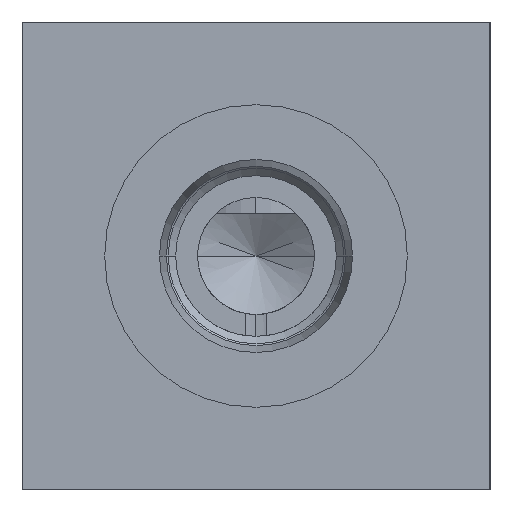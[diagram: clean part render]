
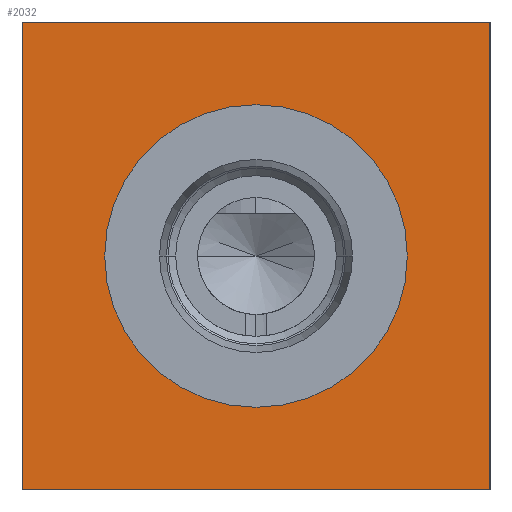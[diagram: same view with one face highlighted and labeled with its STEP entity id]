
A CAD part, left-side view. The second image highlights one B-rep face of the part: STEP entity #2032.
In plain terms, the highlighted planar face has unit normal (-1, 0, 0).
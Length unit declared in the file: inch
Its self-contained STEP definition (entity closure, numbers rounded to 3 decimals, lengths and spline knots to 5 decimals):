
#113=DIRECTION('',(0.,0.,1.));
#114=VECTOR('',#113,1.5);
#115=CARTESIAN_POINT('',(-2.75,0.,-0.75));
#116=LINE('',#115,#114);
#159=DIRECTION('',(0.,1.,0.));
#160=VECTOR('',#159,1.5);
#161=CARTESIAN_POINT('',(-2.75,0.,-0.75));
#162=LINE('',#161,#160);
#163=CARTESIAN_POINT('',(-2.75,0.75,0.));
#164=DIRECTION('',(-1.,0.,0.));
#165=DIRECTION('',(0.,1.,0.));
#166=AXIS2_PLACEMENT_3D('',#163,#164,#165);
#168=CARTESIAN_POINT('',(-2.75,0.75,0.));
#169=DIRECTION('',(-1.,0.,0.));
#170=DIRECTION('',(0.,-1.,0.));
#171=AXIS2_PLACEMENT_3D('',#168,#169,#170);
#231=DIRECTION('',(0.,1.,0.));
#232=VECTOR('',#231,1.5);
#233=CARTESIAN_POINT('',(-2.75,0.,0.75));
#234=LINE('',#233,#232);
#255=DIRECTION('',(0.,0.,1.));
#256=VECTOR('',#255,1.5);
#257=CARTESIAN_POINT('',(-2.75,1.5,-0.75));
#258=LINE('',#257,#256);
#1646=CARTESIAN_POINT('',(-2.75,0.,-0.75));
#1647=CARTESIAN_POINT('',(-2.75,0.,0.75));
#1648=VERTEX_POINT('',#1646);
#1649=VERTEX_POINT('',#1647);
#1654=CARTESIAN_POINT('',(-2.75,1.5,-0.75));
#1655=CARTESIAN_POINT('',(-2.75,1.5,0.75));
#1656=VERTEX_POINT('',#1654);
#1657=VERTEX_POINT('',#1655);
#1734=CARTESIAN_POINT('',(-2.75,1.235,0.));
#1735=CARTESIAN_POINT('',(-2.75,0.265,0.));
#1736=VERTEX_POINT('',#1734);
#1737=VERTEX_POINT('',#1735);
#2012=CARTESIAN_POINT('',(-2.75,0.,-0.75));
#2013=DIRECTION('',(-1.,0.,0.));
#2014=DIRECTION('',(0.,0.,1.));
#2015=AXIS2_PLACEMENT_3D('',#2012,#2013,#2014);
#2016=PLANE('',#2015);
#2017=ORIENTED_EDGE('',*,*,#1983,.F.);
#2019=ORIENTED_EDGE('',*,*,#2018,.T.);
#2021=ORIENTED_EDGE('',*,*,#2020,.T.);
#2023=ORIENTED_EDGE('',*,*,#2022,.F.);
#2024=EDGE_LOOP('',(#2017,#2019,#2021,#2023));
#2025=FACE_OUTER_BOUND('',#2024,.F.);
#2027=ORIENTED_EDGE('',*,*,#2026,.T.);
#2029=ORIENTED_EDGE('',*,*,#2028,.T.);
#2030=EDGE_LOOP('',(#2027,#2029));
#2031=FACE_BOUND('',#2030,.F.);
#2032=ADVANCED_FACE('',(#2025,#2031),#2016,.T.);
#167=CIRCLE('',#166,0.485);
#172=CIRCLE('',#171,0.485);
#1983=EDGE_CURVE('',#1648,#1649,#116,.T.);
#2018=EDGE_CURVE('',#1648,#1656,#162,.T.);
#2020=EDGE_CURVE('',#1656,#1657,#258,.T.);
#2022=EDGE_CURVE('',#1649,#1657,#234,.T.);
#2026=EDGE_CURVE('',#1736,#1737,#167,.T.);
#2028=EDGE_CURVE('',#1737,#1736,#172,.T.);
